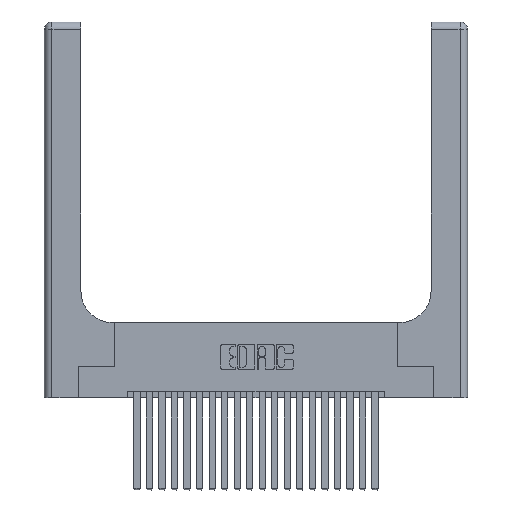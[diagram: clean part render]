
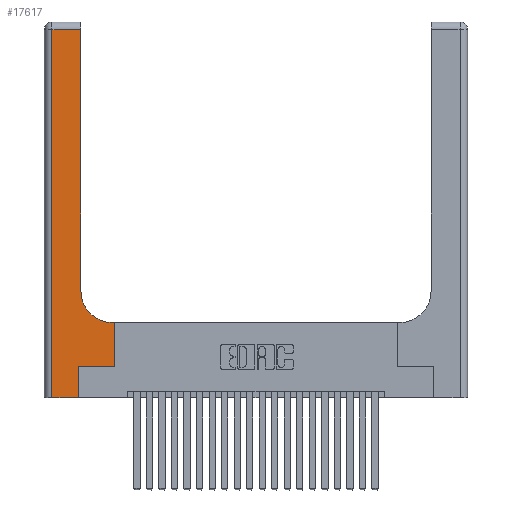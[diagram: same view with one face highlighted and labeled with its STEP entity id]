
A CAD part, top view. The second image highlights one B-rep face of the part: STEP entity #17617.
In plain terms, the highlighted planar face has unit normal (0, 0, 1).
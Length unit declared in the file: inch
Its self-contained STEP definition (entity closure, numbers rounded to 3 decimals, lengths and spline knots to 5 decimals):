
#144 = EDGE_CURVE ( 'NONE', #20660, #21351, #8876, .T. ) ;
#1010 = CARTESIAN_POINT ( 'NONE',  ( 0.5415, 0.6, 0.37 ) ) ;
#1373 = DIRECTION ( 'NONE',  ( 1., 0., 0. ) ) ;
#1545 = ORIENTED_EDGE ( 'NONE', *, *, #6413, .T. ) ;
#1598 = LINE ( 'NONE', #21527, #11379 ) ;
#1771 = VERTEX_POINT ( 'NONE', #20513 ) ;
#1916 = ORIENTED_EDGE ( 'NONE', *, *, #7435, .T. ) ;
#1990 = PLANE ( 'NONE',  #23038 ) ;
#2532 = DIRECTION ( 'NONE',  ( 0., 1., 0. ) ) ;
#3195 = CARTESIAN_POINT ( 'NONE',  ( 0.2915, 2.94, 0.37 ) ) ;
#3365 = VECTOR ( 'NONE', #18920, 39.37008 ) ;
#3702 = EDGE_CURVE ( 'NONE', #1771, #11377, #1598, .T. ) ;
#4323 = CARTESIAN_POINT ( 'NONE',  ( 0.5415, 0.85, 0.37 ) ) ;
#4447 = VECTOR ( 'NONE', #13564, 39.37008 ) ;
#4597 = CARTESIAN_POINT ( 'NONE',  ( 0.269, 0., 0.37 ) ) ;
#6213 = DIRECTION ( 'NONE',  ( 1., 0., 0. ) ) ;
#6413 = EDGE_CURVE ( 'NONE', #21351, #12731, #6673, .T. ) ;
#6673 = LINE ( 'NONE', #13543, #15823 ) ;
#6906 = FACE_OUTER_BOUND ( 'NONE', #23005, .T. ) ;
#7008 = ORIENTED_EDGE ( 'NONE', *, *, #3702, .T. ) ;
#7433 = DIRECTION ( 'NONE',  ( 0., 0., -1. ) ) ;
#7435 = EDGE_CURVE ( 'NONE', #16312, #22074, #15223, .T. ) ;
#8119 = DIRECTION ( 'NONE',  ( 0., -1., 0. ) ) ;
#8432 = CARTESIAN_POINT ( 'NONE',  ( 0.269, 0.25, 0.37 ) ) ;
#8537 = AXIS2_PLACEMENT_3D ( 'NONE', #4323, #17166, #6213 ) ;
#8876 = LINE ( 'NONE', #18748, #3365 ) ;
#9525 = LINE ( 'NONE', #22680, #18677 ) ;
#9573 = EDGE_CURVE ( 'NONE', #22074, #11013, #23293, .T. ) ;
#9749 = LINE ( 'NONE', #13378, #18892 ) ;
#9857 = VECTOR ( 'NONE', #1373, 39.37008 ) ;
#10025 = CIRCLE ( 'NONE', #8537, 0.25 ) ;
#10333 = ORIENTED_EDGE ( 'NONE', *, *, #144, .T. ) ;
#10594 = DIRECTION ( 'NONE',  ( 0., 1., 0. ) ) ;
#11013 = VERTEX_POINT ( 'NONE', #12295 ) ;
#11032 = EDGE_CURVE ( 'NONE', #12731, #1771, #23221, .T. ) ;
#11377 = VERTEX_POINT ( 'NONE', #13183 ) ;
#11379 = VECTOR ( 'NONE', #10594, 39.37008 ) ;
#12172 = EDGE_CURVE ( 'NONE', #11013, #20660, #9525, .T. ) ;
#12295 = CARTESIAN_POINT ( 'NONE',  ( 0.06, 2.94, 0.37 ) ) ;
#12378 = CARTESIAN_POINT ( 'NONE',  ( 0.269, 0.25, 0.37 ) ) ;
#12731 = VERTEX_POINT ( 'NONE', #8432 ) ;
#13183 = CARTESIAN_POINT ( 'NONE',  ( 0.5585, 0.6, 0.37 ) ) ;
#13378 = CARTESIAN_POINT ( 'NONE',  ( 0.2915, 0.6, 0.37 ) ) ;
#13543 = CARTESIAN_POINT ( 'NONE',  ( 0.269, 0., 0.37 ) ) ;
#13564 = DIRECTION ( 'NONE',  ( -1., 0., 0. ) ) ;
#13588 = EDGE_CURVE ( 'NONE', #13751, #16312, #10025, .T. ) ;
#13751 = VERTEX_POINT ( 'NONE', #1010 ) ;
#14503 = ORIENTED_EDGE ( 'NONE', *, *, #11032, .T. ) ;
#14847 = CARTESIAN_POINT ( 'NONE',  ( 0.2915, 0.85, 0.37 ) ) ;
#15184 = ORIENTED_EDGE ( 'NONE', *, *, #13588, .T. ) ;
#15223 = LINE ( 'NONE', #17952, #19486 ) ;
#15823 = VECTOR ( 'NONE', #2532, 39.37008 ) ;
#16029 = DIRECTION ( 'NONE',  ( -1., 0., 0. ) ) ;
#16312 = VERTEX_POINT ( 'NONE', #14847 ) ;
#17166 = DIRECTION ( 'NONE',  ( 0., 0., -1. ) ) ;
#17207 = ORIENTED_EDGE ( 'NONE', *, *, #18461, .T. ) ;
#17617 = ADVANCED_FACE ( 'NONE', ( #6906 ), #1990, .F. ) ;
#17952 = CARTESIAN_POINT ( 'NONE',  ( 0.2915, 3., 0.37 ) ) ;
#18377 = CARTESIAN_POINT ( 'NONE',  ( 0., 3., 0.37 ) ) ;
#18461 = EDGE_CURVE ( 'NONE', #11377, #13751, #9749, .T. ) ;
#18677 = VECTOR ( 'NONE', #8119, 39.37008 ) ;
#18748 = CARTESIAN_POINT ( 'NONE',  ( 0., 0., 0.37 ) ) ;
#18892 = VECTOR ( 'NONE', #16029, 39.37008 ) ;
#18920 = DIRECTION ( 'NONE',  ( 1., 0., 0. ) ) ;
#19067 = CARTESIAN_POINT ( 'NONE',  ( 0., 2.94, 0.37 ) ) ;
#19486 = VECTOR ( 'NONE', #21588, 39.37008 ) ;
#20199 = DIRECTION ( 'NONE',  ( -1., 0., 0. ) ) ;
#20513 = CARTESIAN_POINT ( 'NONE',  ( 0.5585, 0.25, 0.37 ) ) ;
#20660 = VERTEX_POINT ( 'NONE', #22751 ) ;
#20674 = ORIENTED_EDGE ( 'NONE', *, *, #12172, .T. ) ;
#21351 = VERTEX_POINT ( 'NONE', #4597 ) ;
#21527 = CARTESIAN_POINT ( 'NONE',  ( 0.5585, 0.25, 0.37 ) ) ;
#21588 = DIRECTION ( 'NONE',  ( 0., 1., 0. ) ) ;
#22074 = VERTEX_POINT ( 'NONE', #3195 ) ;
#22680 = CARTESIAN_POINT ( 'NONE',  ( 0.06, 3., 0.37 ) ) ;
#22751 = CARTESIAN_POINT ( 'NONE',  ( 0.06, 0., 0.37 ) ) ;
#22902 = ORIENTED_EDGE ( 'NONE', *, *, #9573, .T. ) ;
#23005 = EDGE_LOOP ( 'NONE', ( #1916, #22902, #20674, #10333, #1545, #14503, #7008, #17207, #15184 ) ) ;
#23038 = AXIS2_PLACEMENT_3D ( 'NONE', #18377, #7433, #20199 ) ;
#23221 = LINE ( 'NONE', #12378, #9857 ) ;
#23293 = LINE ( 'NONE', #19067, #4447 ) ;
